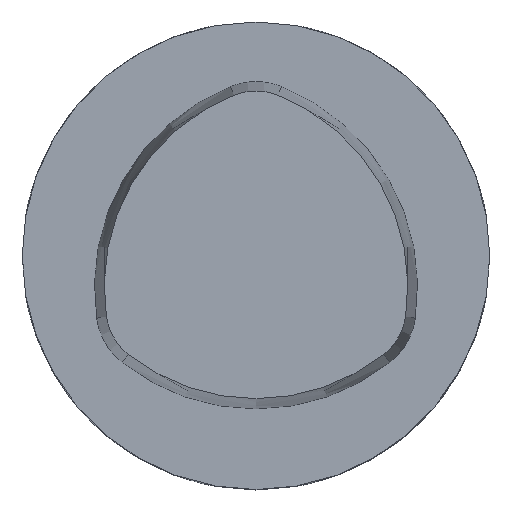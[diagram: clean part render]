
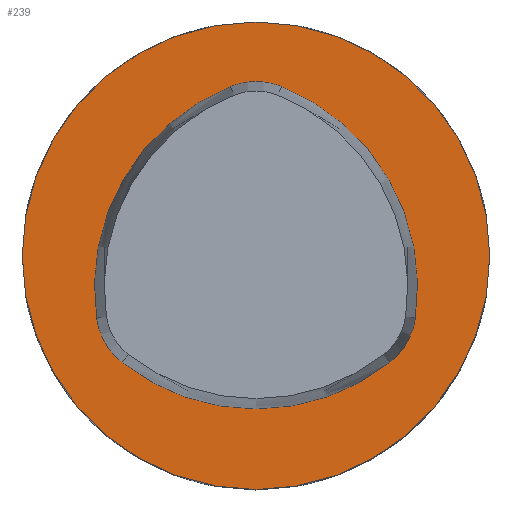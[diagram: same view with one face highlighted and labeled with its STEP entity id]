
A CAD part, top view. The second image highlights one B-rep face of the part: STEP entity #239.
In plain terms, the highlighted planar face has unit normal (0, 0, 1).
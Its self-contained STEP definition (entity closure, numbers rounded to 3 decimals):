
#189=CIRCLE('',#2030,20.);
#239=ADVANCED_FACE('',(#415),#355,.F.);
#355=PLANE('',#2031);
#415=FACE_OUTER_BOUND('',#527,.T.);
#527=EDGE_LOOP('',(#961));
#961=ORIENTED_EDGE('',*,*,#1695,.T.);
#1513=VERTEX_POINT('',#2710);
#1695=EDGE_CURVE('',#1513,#1513,#189,.T.);
#2030=AXIS2_PLACEMENT_3D('',#2709,#2222,#2223);
#2031=AXIS2_PLACEMENT_3D('',#2711,#2224,#2225);
#2222=DIRECTION('',(0.,0.,1.));
#2223=DIRECTION('',(1.,0.,0.));
#2224=DIRECTION('',(0.,0.,-1.));
#2225=DIRECTION('',(-1.,0.,0.));
#2709=CARTESIAN_POINT('',(0.,0.,0.));
#2710=CARTESIAN_POINT('',(20.,0.,0.));
#2711=CARTESIAN_POINT('',(7.,0.,0.));
